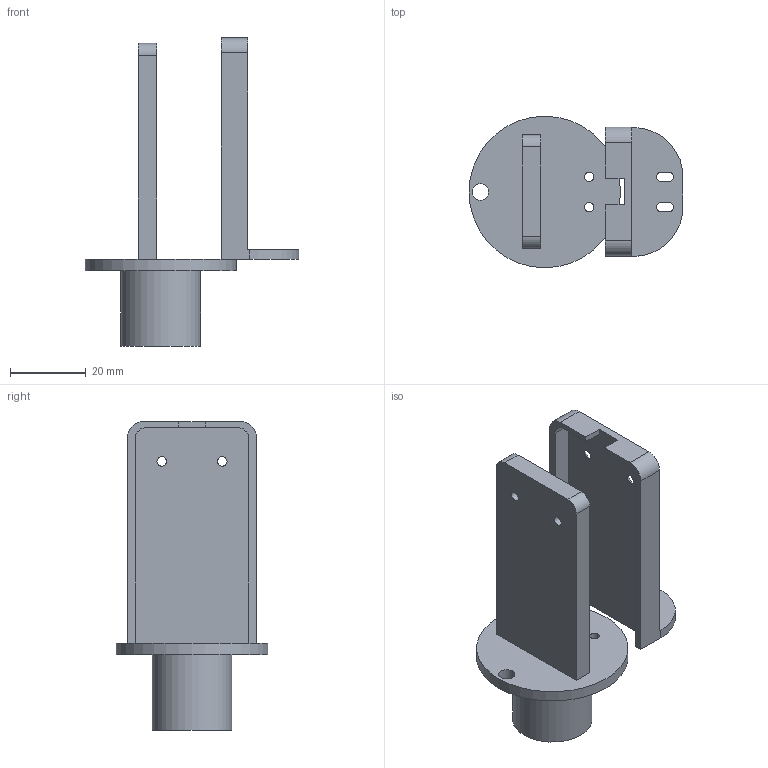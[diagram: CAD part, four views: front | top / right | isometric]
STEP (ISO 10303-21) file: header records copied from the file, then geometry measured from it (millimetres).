
FILE_DESCRIPTION((''),'2;1');
FILE_NAME('COPERCHIO.stp','2017-03-13T14:32:18',(''),(''),'STEP Write','Mastercam X9 ... CNC Software, Inc.','');
FILE_SCHEMA(('AUTOMOTIVE_DESIGN'));
Length unit declared in the file: millimetre
Products named in the file (1): None
Bounding box: 56.5 x 40 x 81.5 mm (x, y, z)
Volume: 24237.4 mm3; surface area: 15328.9 mm2
Topology: 2 solids, 2 shells, 53 faces, 143 edges, 97 vertices
Faces by surface type: plane 29, cylinder 22, cone 2
Full cylindrical faces by diameter (mm): 2.5 x6, 4.3 x1, 8.5 x1, 21 x1, 40 x1
Entity records: 1613 total; most frequent: DIRECTION 276, CARTESIAN_POINT 267, ORIENTED_EDGE 248, EDGE_CURVE 124, AXIS2_PLACEMENT_3D 99, VERTEX_POINT 90, EDGE_LOOP 86, VECTOR 78
